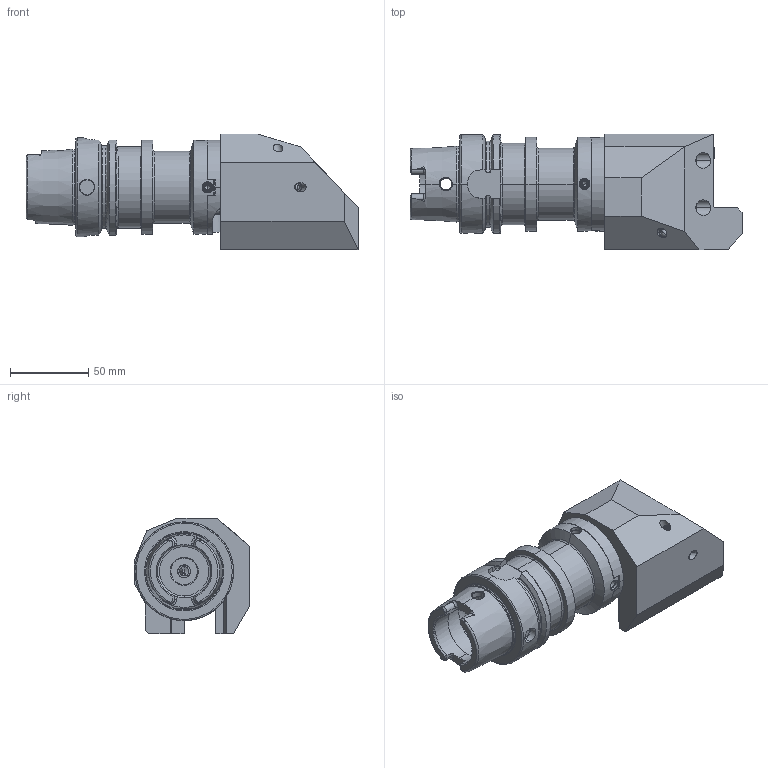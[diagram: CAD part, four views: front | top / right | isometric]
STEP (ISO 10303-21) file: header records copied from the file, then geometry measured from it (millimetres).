
FILE_DESCRIPTION (( 'STEP AP214' ), '1' );
FILE_NAME ('HA6.V2X.So6.180.STEP', '2022-12-21T08:15:08', ( '' ), ( '' ), 'SwSTEP 2.0', 'SolidWorks 2017', '' );
FILE_SCHEMA (( 'AUTOMOTIVE_DESIGN' ));
Length unit declared in the file: millimetre
Products named in the file (20): ISO 8734 - 4 x 6; ISO 8735 - 6x16; HA6.V2X.So6.180; V2X-ER2.025.082; KU1-U12.003.010_B; DIN 3771 - 8x1.5; V2X-ER1.025.066_A; ISO 4762 - M5 x 70-12.9; DIN 3771 - 8x1.25; HA6-So6.060.084_A_Fertigbearbeitung; ISO 4762 - M6 x 16; ISO 4762 - M5 x 10-12.9; 8x1x13_vorgespannt; KU1-U12.002.010_A; V2X-ER2.025.082_B; KU1-010.010.030_A; KVT_MB_600_060; ISO 4026 - M12 x 16_PreviewCfg; KU1-U12.002.010; So6-V2X.R11.093_A_Stiftbohrungen
Assembly tree (27 placements, depth 3):
  HA6.V2X.So6.180
    HA6-So6.060.084_A_Fertigbearbeitung
    So6-V2X.R11.093_A_Stiftbohrungen
    ISO 4762 - M5 x 70-12.9  x3
    ISO 4762 - M5 x 10-12.9
    ISO 8735 - 6x16  x4
    KU1-010.010.030_A
    DIN 3771 - 8x1.25  x2
    ISO 4026 - M12 x 16_PreviewCfg  x2
    KVT_MB_600_060  x2
    8x1x13_vorgespannt
    ISO 4762 - M6 x 16
    V2X-ER1.025.066_A
    V2X-ER2.025.082
      V2X-ER2.025.082_B
      ISO 8734 - 4 x 6
    KU1-U12.002.010
      KU1-U12.003.010_B
      KU1-U12.002.010_A
      DIN 3771 - 8x1.5
Bounding box: 211.95 x 74 x 74 mm (x, y, z)
Volume: 482896 mm3; surface area: 108594.3 mm2
Topology: 28 solids, 28 shells, 930 faces, 2259 edges, 1357 vertices
Faces by surface type: plane 310, cylinder 258, cone 242, torus 81, bspline 23, sphere 16
Entity records: 34237 total; most frequent: CARTESIAN_POINT 13473, DIRECTION 3865, ORIENTED_EDGE 3756, EDGE_CURVE 1878, AXIS2_PLACEMENT_3D 1496, VERTEX_POINT 1165, VECTOR 873, LINE 873
